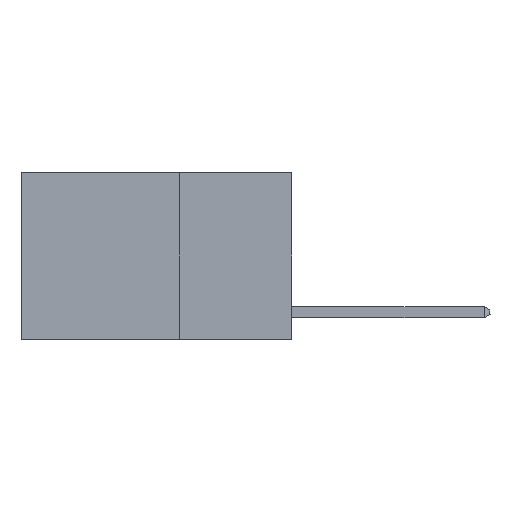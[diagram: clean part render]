
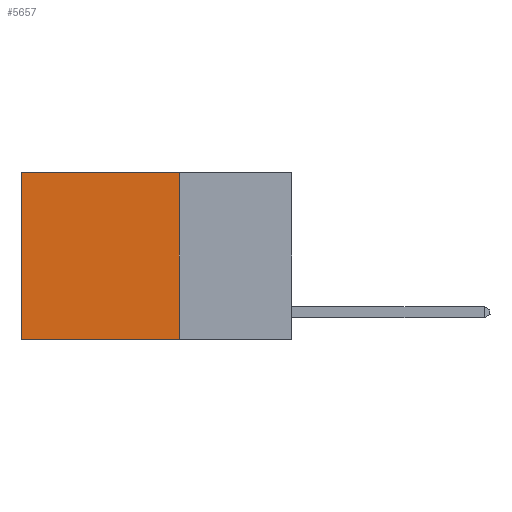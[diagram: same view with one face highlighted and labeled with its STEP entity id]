
A CAD part, left-side view. The second image highlights one B-rep face of the part: STEP entity #5657.
In plain terms, the highlighted planar face has unit normal (-1, 0, 0).
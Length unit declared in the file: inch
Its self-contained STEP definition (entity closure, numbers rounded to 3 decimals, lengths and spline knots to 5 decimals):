
#3 = LINE ( 'NONE', #10040, #9048 ) ;
#52 = ORIENTED_EDGE ( 'NONE', *, *, #6506, .T. ) ;
#76 = DIRECTION ( 'NONE',  ( 0., 1., 0. ) ) ;
#695 = CARTESIAN_POINT ( 'NONE',  ( 0.2625, 0.25, 0. ) ) ;
#768 = DIRECTION ( 'NONE',  ( 0., 0., -1. ) ) ;
#903 = CARTESIAN_POINT ( 'NONE',  ( 0.2625, 0.25, 0. ) ) ;
#1306 = LINE ( 'NONE', #10971, #8224 ) ;
#2530 = CARTESIAN_POINT ( 'NONE',  ( 0.2625, 0.25, -0.37 ) ) ;
#3200 = ORIENTED_EDGE ( 'NONE', *, *, #12573, .T. ) ;
#3720 = VERTEX_POINT ( 'NONE', #9082 ) ;
#3762 = LINE ( 'NONE', #2530, #11485 ) ;
#3814 = VERTEX_POINT ( 'NONE', #4790 ) ;
#3950 = EDGE_LOOP ( 'NONE', ( #52, #11143, #12557, #3200 ) ) ;
#4010 = AXIS2_PLACEMENT_3D ( 'NONE', #695, #7321, #768 ) ;
#4790 = CARTESIAN_POINT ( 'NONE',  ( 0.2625, 0.6, -0.37 ) ) ;
#5657 = ADVANCED_FACE ( 'NONE', ( #6225 ), #13120, .F. ) ;
#5667 = DIRECTION ( 'NONE',  ( 0., 0., -1. ) ) ;
#5687 = CARTESIAN_POINT ( 'NONE',  ( 0.2625, 0.6, 0. ) ) ;
#5763 = VERTEX_POINT ( 'NONE', #903 ) ;
#6200 = EDGE_CURVE ( 'NONE', #5763, #3720, #12087, .T. ) ;
#6225 = FACE_OUTER_BOUND ( 'NONE', #3950, .T. ) ;
#6506 = EDGE_CURVE ( 'NONE', #7037, #3814, #1306, .T. ) ;
#6792 = CARTESIAN_POINT ( 'NONE',  ( 0.2625, 0.25, 0. ) ) ;
#7037 = VERTEX_POINT ( 'NONE', #5687 ) ;
#7321 = DIRECTION ( 'NONE',  ( 1., 0., 0. ) ) ;
#7602 = EDGE_CURVE ( 'NONE', #3720, #3814, #3762, .T. ) ;
#8224 = VECTOR ( 'NONE', #5667, 39.37008 ) ;
#9048 = VECTOR ( 'NONE', #76, 39.37008 ) ;
#9082 = CARTESIAN_POINT ( 'NONE',  ( 0.2625, 0.25, -0.37 ) ) ;
#9606 = VECTOR ( 'NONE', #10993, 39.37008 ) ;
#10040 = CARTESIAN_POINT ( 'NONE',  ( 0.2625, 0.25, 0. ) ) ;
#10971 = CARTESIAN_POINT ( 'NONE',  ( 0.2625, 0.6, 0. ) ) ;
#10993 = DIRECTION ( 'NONE',  ( 0., 0., -1. ) ) ;
#11143 = ORIENTED_EDGE ( 'NONE', *, *, #7602, .F. ) ;
#11402 = DIRECTION ( 'NONE',  ( 0., 1., 0. ) ) ;
#11485 = VECTOR ( 'NONE', #11402, 39.37008 ) ;
#12087 = LINE ( 'NONE', #6792, #9606 ) ;
#12557 = ORIENTED_EDGE ( 'NONE', *, *, #6200, .F. ) ;
#12573 = EDGE_CURVE ( 'NONE', #5763, #7037, #3, .T. ) ;
#13120 = PLANE ( 'NONE',  #4010 ) ;
